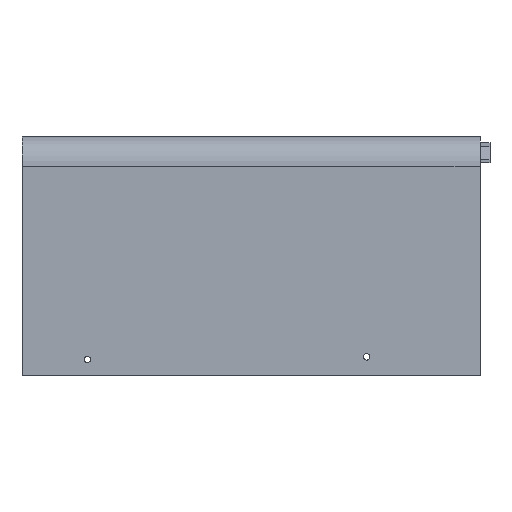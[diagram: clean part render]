
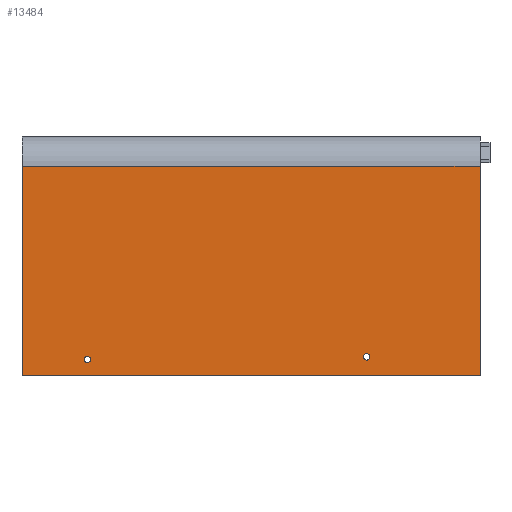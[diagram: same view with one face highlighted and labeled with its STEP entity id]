
A CAD part, left-side view. The second image highlights one B-rep face of the part: STEP entity #13484.
In plain terms, the highlighted planar face has unit normal (-1, 0, 0).
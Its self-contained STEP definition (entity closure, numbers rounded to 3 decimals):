
#240=FACE_BOUND('',#1840,.T.);
#241=FACE_BOUND('',#1841,.T.);
#327=CIRCLE('',#14104,1.6);
#329=CIRCLE('',#14108,1.6);
#1033=FACE_OUTER_BOUND('',#1839,.T.);
#1839=EDGE_LOOP('',(#12257,#12258,#12259,#12260,#12261));
#1840=EDGE_LOOP('',(#12262));
#1841=EDGE_LOOP('',(#12263));
#3365=LINE('',#20594,#5117);
#3374=LINE('',#20609,#5126);
#3528=LINE('',#21310,#5280);
#3594=LINE('',#21489,#5346);
#3595=LINE('',#21490,#5347);
#5117=VECTOR('',#16897,10.);
#5126=VECTOR('',#16908,10.);
#5280=VECTOR('',#17302,10.);
#5346=VECTOR('',#17420,10.);
#5347=VECTOR('',#17421,10.);
#6412=VERTEX_POINT('',#20591);
#6413=VERTEX_POINT('',#20593);
#6418=VERTEX_POINT('',#20607);
#6442=VERTEX_POINT('',#20665);
#6444=VERTEX_POINT('',#20673);
#6565=VERTEX_POINT('',#21308);
#6612=VERTEX_POINT('',#21488);
#8196=EDGE_CURVE('',#6412,#6413,#3365,.T.);
#8205=EDGE_CURVE('',#6412,#6418,#3374,.T.);
#8234=EDGE_CURVE('',#6442,#6442,#327,.T.);
#8238=EDGE_CURVE('',#6444,#6444,#329,.T.);
#8429=EDGE_CURVE('',#6565,#6418,#3528,.T.);
#8499=EDGE_CURVE('',#6565,#6612,#3594,.T.);
#8500=EDGE_CURVE('',#6612,#6413,#3595,.T.);
#12257=ORIENTED_EDGE('',*,*,#8205,.T.);
#12258=ORIENTED_EDGE('',*,*,#8429,.F.);
#12259=ORIENTED_EDGE('',*,*,#8499,.T.);
#12260=ORIENTED_EDGE('',*,*,#8500,.T.);
#12261=ORIENTED_EDGE('',*,*,#8196,.F.);
#12262=ORIENTED_EDGE('',*,*,#8234,.T.);
#12263=ORIENTED_EDGE('',*,*,#8238,.T.);
#12851=PLANE('',#14223);
#13484=ADVANCED_FACE('',(#1033,#240,#241),#12851,.F.);
#14104=AXIS2_PLACEMENT_3D('',#20667,#16968,#16969);
#14108=AXIS2_PLACEMENT_3D('',#20675,#16978,#16979);
#14223=AXIS2_PLACEMENT_3D('',#21487,#17418,#17419);
#16897=DIRECTION('',(0.,0.,1.));
#16908=DIRECTION('',(0.,-1.,0.));
#16968=DIRECTION('center_axis',(1.,0.,0.));
#16969=DIRECTION('ref_axis',(0.,1.,0.));
#16978=DIRECTION('center_axis',(1.,0.,0.));
#16979=DIRECTION('ref_axis',(0.,1.,0.));
#17302=DIRECTION('',(0.,0.,-1.));
#17418=DIRECTION('center_axis',(1.,0.,0.));
#17419=DIRECTION('ref_axis',(0.,1.,0.));
#17420=DIRECTION('',(0.,1.,0.));
#17421=DIRECTION('',(0.,1.,0.));
#20591=CARTESIAN_POINT('',(-4.658,580.,174.783));
#20593=CARTESIAN_POINT('',(-4.658,580.,279.783));
#20594=CARTESIAN_POINT('',(-4.658,580.,49.783));
#20607=CARTESIAN_POINT('',(-4.658,350.,174.783));
#20609=CARTESIAN_POINT('',(-4.658,375.4,174.783));
#20665=CARTESIAN_POINT('',(-4.658,545.697,182.772));
#20667=CARTESIAN_POINT('Origin',(-4.658,547.297,182.772));
#20673=CARTESIAN_POINT('',(-4.658,405.406,184.089));
#20675=CARTESIAN_POINT('Origin',(-4.658,407.006,184.089));
#21308=CARTESIAN_POINT('',(-4.658,350.,279.783));
#21310=CARTESIAN_POINT('',(-4.658,350.,279.783));
#21487=CARTESIAN_POINT('Origin',(-4.658,400.8,164.783));
#21488=CARTESIAN_POINT('',(-4.658,579.999,279.783));
#21489=CARTESIAN_POINT('',(-4.658,451.6,279.783));
#21490=CARTESIAN_POINT('',(-4.658,451.6,279.783));
